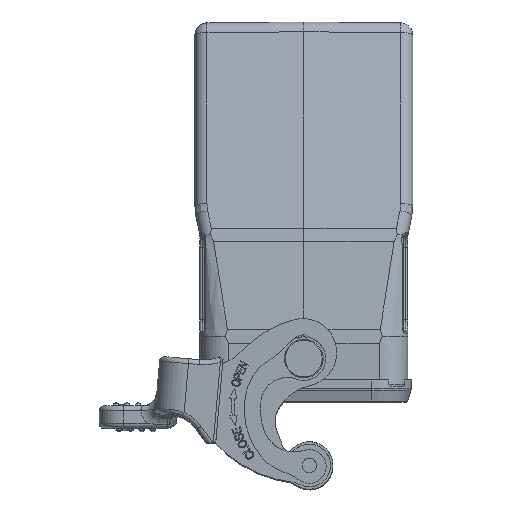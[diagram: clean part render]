
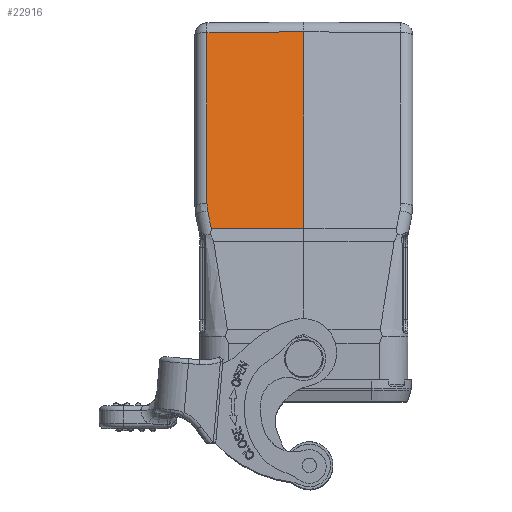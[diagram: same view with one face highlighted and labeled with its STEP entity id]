
A CAD part, top view. The second image highlights one B-rep face of the part: STEP entity #22916.
In plain terms, the highlighted planar face has unit normal (-0.009, 0.19, 0.982).
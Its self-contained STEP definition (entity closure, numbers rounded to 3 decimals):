
#379=DIRECTION('',(-1.,0.,-0.009));
#380=VECTOR('',#379,19.147);
#381=CARTESIAN_POINT('',(0.,-21.241,
44.49));
#382=LINE('',#381,#380);
#383=DIRECTION('',(-0.193,0.963,-0.188));
#384=VECTOR('',#383,3.79);
#385=CARTESIAN_POINT('',(-19.146,-21.241,44.32));
#386=LINE('',#385,#384);
#387=CARTESIAN_POINT('',(-19.876,-17.591,43.609));
#388=CARTESIAN_POINT('',(-19.973,-17.107,43.514));
#389=CARTESIAN_POINT('',(-20.022,-16.614,43.419));
#390=CARTESIAN_POINT('',(-20.022,-16.12,43.323));
#392=DIRECTION('',(1.,0.009,0.007));
#393=VECTOR('',#392,20.023);
#394=CARTESIAN_POINT('',(-20.022,19.215,36.497));
#395=LINE('',#394,#393);
#396=DIRECTION('',(0.,-0.982,0.19));
#397=VECTOR('',#396,41.382);
#398=CARTESIAN_POINT('',(0.,19.39,36.641));
#399=LINE('',#398,#397);
#1794=DIRECTION('',(0.,-0.982,0.19));
#1795=VECTOR('',#1794,35.988);
#1796=CARTESIAN_POINT('',(-20.022,19.215,36.497));
#1797=LINE('',#1796,#1795);
#18379=CARTESIAN_POINT('',(0.,19.39,
36.641));
#18380=CARTESIAN_POINT('',(0.,-21.241,
44.49));
#18381=VERTEX_POINT('',#18379);
#18382=VERTEX_POINT('',#18380);
#18387=CARTESIAN_POINT('',(-19.146,-21.241,
44.32));
#18388=VERTEX_POINT('',#18387);
#18389=CARTESIAN_POINT('',(-19.876,-17.591,
43.609));
#18390=VERTEX_POINT('',#18389);
#18391=VERTEX_POINT('',#390);
#18392=CARTESIAN_POINT('',(-20.022,19.215,
36.497));
#18393=VERTEX_POINT('',#18392);
#22898=CARTESIAN_POINT('',(-10.011,-0.942,
40.48));
#22899=DIRECTION('',(-0.009,0.19,0.982));
#22900=DIRECTION('',(0.,-0.982,0.19));
#22901=AXIS2_PLACEMENT_3D('',#22898,#22899,#22900);
#22902=PLANE('',#22901);
#22904=ORIENTED_EDGE('',*,*,#22903,.T.);
#22906=ORIENTED_EDGE('',*,*,#22905,.T.);
#22908=ORIENTED_EDGE('',*,*,#22907,.T.);
#22910=ORIENTED_EDGE('',*,*,#22909,.F.);
#22912=ORIENTED_EDGE('',*,*,#22911,.T.);
#22913=ORIENTED_EDGE('',*,*,#22884,.T.);
#22914=EDGE_LOOP('',(#22904,#22906,#22908,#22910,#22912,#22913));
#22915=FACE_OUTER_BOUND('',#22914,.F.);
#22916=ADVANCED_FACE('',(#22915),#22902,.T.);
#391=B_SPLINE_CURVE_WITH_KNOTS('',3,(#387,#388,#389,#390),.UNSPECIFIED.,.F.,.F.,
(4,4),(0.,1.),.UNSPECIFIED.);
#22884=EDGE_CURVE('',#18381,#18382,#399,.T.);
#22903=EDGE_CURVE('',#18382,#18388,#382,.T.);
#22905=EDGE_CURVE('',#18388,#18390,#386,.T.);
#22907=EDGE_CURVE('',#18390,#18391,#391,.T.);
#22909=EDGE_CURVE('',#18393,#18391,#1797,.T.);
#22911=EDGE_CURVE('',#18393,#18381,#395,.T.);
